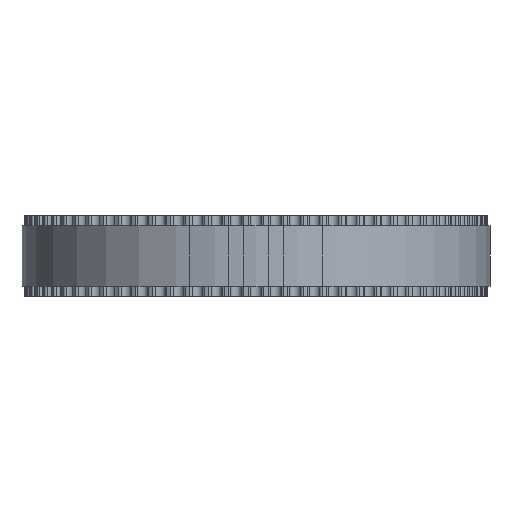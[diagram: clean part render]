
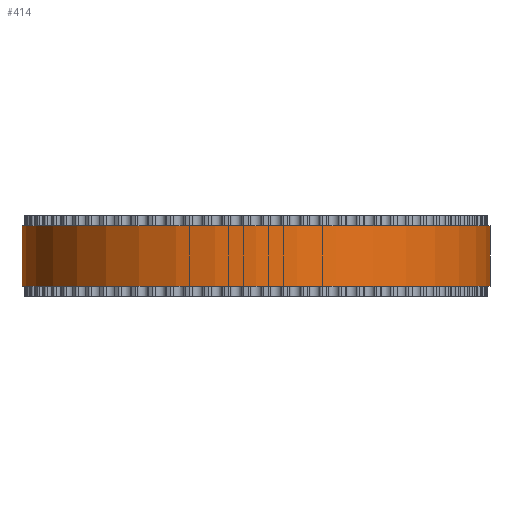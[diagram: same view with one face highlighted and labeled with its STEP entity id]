
A CAD part, front view. The second image highlights one B-rep face of the part: STEP entity #414.
In plain terms, the highlighted cylindrical face has radius 23.237 mm (diameter 46.473 mm), a full revolution.
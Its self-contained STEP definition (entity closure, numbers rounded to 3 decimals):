
#97=FACE_BOUND('',#1296,.T.);
#98=FACE_BOUND('',#1297,.T.);
#414=ADVANCED_FACE('',(#97,#98),#707,.T.);
#707=CYLINDRICAL_SURFACE('',#6567,23.237);
#1296=EDGE_LOOP('',(#3634));
#1297=EDGE_LOOP('',(#3635));
#3634=ORIENTED_EDGE('',*,*,#5098,.T.);
#3635=ORIENTED_EDGE('',*,*,#5099,.T.);
#4220=VERTEX_POINT('',#10380);
#4221=VERTEX_POINT('',#10382);
#5098=EDGE_CURVE('',#4220,#4220,#5684,.T.);
#5099=EDGE_CURVE('',#4221,#4221,#5685,.T.);
#5684=CIRCLE('',#6565,23.237);
#5685=CIRCLE('',#6566,23.237);
#6565=AXIS2_PLACEMENT_3D('',#10379,#8618,#8619);
#6566=AXIS2_PLACEMENT_3D('',#10381,#8620,#8621);
#6567=AXIS2_PLACEMENT_3D('',#10383,#8622,#8623);
#8618=DIRECTION('',(0.,0.,1.));
#8619=DIRECTION('',(1.,0.,0.));
#8620=DIRECTION('',(0.,0.,-1.));
#8621=DIRECTION('',(1.,0.,0.));
#8622=DIRECTION('',(0.,0.,1.));
#8623=DIRECTION('',(1.,0.,0.));
#10379=CARTESIAN_POINT('',(0.,0.,1.));
#10380=CARTESIAN_POINT('',(23.237,0.,1.));
#10381=CARTESIAN_POINT('',(0.,0.,7.));
#10382=CARTESIAN_POINT('',(23.237,0.,7.));
#10383=CARTESIAN_POINT('',(0.,0.,1.));
